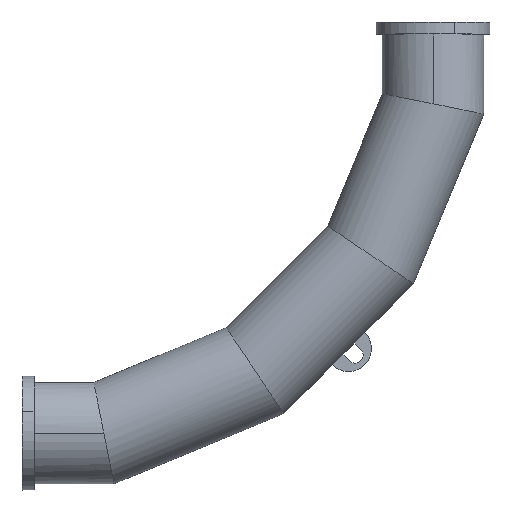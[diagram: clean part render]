
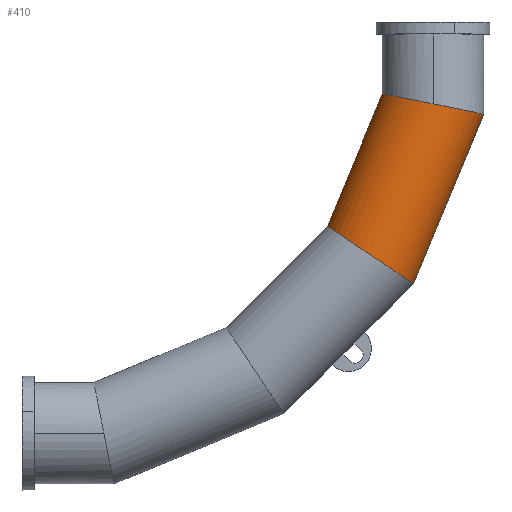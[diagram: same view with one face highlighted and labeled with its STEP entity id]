
A CAD part, top view. The second image highlights one B-rep face of the part: STEP entity #410.
In plain terms, the highlighted cylindrical face has radius 127 mm (diameter 254 mm), a partial arc.
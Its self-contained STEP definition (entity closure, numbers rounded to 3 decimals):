
#179 = DIRECTION ( 'NONE',  ( 0.383, 0.924, 0. ) ) ;
#190 = CARTESIAN_POINT ( 'NONE',  ( -264.451, -481.573, 0. ) ) ;
#272 = VERTEX_POINT ( 'NONE', #368 ) ;
#305 = CARTESIAN_POINT ( 'NONE',  ( -127., -149.738, 74.395 ) ) ;
#320 =( BOUNDED_CURVE ( )  B_SPLINE_CURVE ( 3, ( #2076, #2081, #1526, #1717 ),
 .UNSPECIFIED., .F., .F. ) 
 B_SPLINE_CURVE_WITH_KNOTS ( ( 4, 4 ),
 ( 3.142, 6.283 ),
 .UNSPECIFIED. ) 
 CURVE ( )  GEOMETRIC_REPRESENTATION_ITEM ( )  RATIONAL_B_SPLINE_CURVE ( ( 1., 0.333, 0.333, 1. ) ) 
 REPRESENTATION_ITEM ( '' )  );
#335 = CARTESIAN_POINT ( 'NONE',  ( -127., -149.738, 0. ) ) ;
#340 = AXIS2_PLACEMENT_3D ( 'NONE', #893, #1234, #2138 ) ;
#368 = CARTESIAN_POINT ( 'NONE',  ( -127., -149.738, 0. ) ) ;
#410 = ADVANCED_FACE ( 'Defeatured_0_3', ( #1565 ), #1071, .T. ) ;
#515 = CARTESIAN_POINT ( 'NONE',  ( 0., -175., 127. ) ) ;
#526 = CARTESIAN_POINT ( 'NONE',  ( 127., -200.262, 0. ) ) ;
#563 =( BOUNDED_CURVE ( )  B_SPLINE_CURVE ( 3, ( #335, #305, #712, #515 ),
 .UNSPECIFIED., .F., .T. ) 
 B_SPLINE_CURVE_WITH_KNOTS ( ( 4, 4 ),
 ( 3.142, 4.712 ),
 .UNSPECIFIED. ) 
 CURVE ( )  GEOMETRIC_REPRESENTATION_ITEM ( )  RATIONAL_B_SPLINE_CURVE ( ( 1., 0.805, 0.805, 1. ) ) 
 REPRESENTATION_ITEM ( '' )  );
#660 =( BOUNDED_CURVE ( )  B_SPLINE_CURVE ( 3, ( #1923, #860, #2100, #526 ),
 .UNSPECIFIED., .F., .T. ) 
 B_SPLINE_CURVE_WITH_KNOTS ( ( 4, 4 ),
 ( 4.712, 6.283 ),
 .UNSPECIFIED. ) 
 CURVE ( )  GEOMETRIC_REPRESENTATION_ITEM ( )  RATIONAL_B_SPLINE_CURVE ( ( 1., 0.805, 0.805, 1. ) ) 
 REPRESENTATION_ITEM ( '' )  );
#707 = CARTESIAN_POINT ( 'NONE',  ( -274.118, -504.912, 0. ) ) ;
#712 = CARTESIAN_POINT ( 'NONE',  ( -74.395, -160.202, 127. ) ) ;
#743 = EDGE_LOOP ( 'NONE', ( #2094, #1902, #1714, #1744, #1825 ) ) ;
#768 = VERTEX_POINT ( 'NONE', #2082 ) ;
#789 = VERTEX_POINT ( 'NONE', #902 ) ;
#799 = VECTOR ( 'NONE', #179, 1000. ) ;
#860 = CARTESIAN_POINT ( 'NONE',  ( 74.395, -189.798, 127. ) ) ;
#861 = CARTESIAN_POINT ( 'NONE',  ( -49.12, -625.453, 0. ) ) ;
#893 = CARTESIAN_POINT ( 'NONE',  ( -156.785, -553.513, 0. ) ) ;
#902 = CARTESIAN_POINT ( 'NONE',  ( 127., -200.262, 0. ) ) ;
#1071 = CYLINDRICAL_SURFACE ( 'NONE', #340, 127. ) ;
#1222 = DIRECTION ( 'NONE',  ( 0.383, 0.924, 0. ) ) ;
#1234 = DIRECTION ( 'NONE',  ( 0.383, 0.924, 0. ) ) ;
#1349 = VERTEX_POINT ( 'NONE', #861 ) ;
#1440 = VECTOR ( 'NONE', #1222, 1000. ) ;
#1526 = CARTESIAN_POINT ( 'NONE',  ( -49.12, -625.453, 254. ) ) ;
#1565 = FACE_OUTER_BOUND ( 'NONE', #743, .T. ) ;
#1714 = ORIENTED_EDGE ( 'NONE', *, *, #2157, .F. ) ;
#1717 = CARTESIAN_POINT ( 'NONE',  ( -49.12, -625.453, 0. ) ) ;
#1744 = ORIENTED_EDGE ( 'NONE', *, *, #2244, .F. ) ;
#1825 = ORIENTED_EDGE ( 'NONE', *, *, #2141, .F. ) ;
#1879 = LINE ( 'NONE', #707, #1440 ) ;
#1902 = ORIENTED_EDGE ( 'NONE', *, *, #1974, .T. ) ;
#1923 = CARTESIAN_POINT ( 'NONE',  ( 0., -175., 127. ) ) ;
#1974 = EDGE_CURVE ( 'NONE', #1349, #789, #1993, .T. ) ;
#1993 = LINE ( 'NONE', #2071, #799 ) ;
#2043 = EDGE_CURVE ( 'Defeatured_0_3+Defeatured_0_2+Defeatured_0_2+Defeatured_0_2', #2148, #1349, #320, .T. ) ;
#2071 = CARTESIAN_POINT ( 'NONE',  ( -39.453, -602.114, 0. ) ) ;
#2076 = CARTESIAN_POINT ( 'NONE',  ( -264.451, -481.573, 0. ) ) ;
#2081 = CARTESIAN_POINT ( 'NONE',  ( -264.451, -481.573, 254. ) ) ;
#2082 = CARTESIAN_POINT ( 'NONE',  ( 0., -175., 127. ) ) ;
#2094 = ORIENTED_EDGE ( 'NONE', *, *, #2043, .T. ) ;
#2100 = CARTESIAN_POINT ( 'NONE',  ( 127., -200.262, 74.395 ) ) ;
#2138 = DIRECTION ( 'NONE',  ( -0.924, 0.383, 0. ) ) ;
#2141 = EDGE_CURVE ( 'NONE', #2148, #272, #1879, .T. ) ;
#2148 = VERTEX_POINT ( 'NONE', #190 ) ;
#2157 = EDGE_CURVE ( 'Defeatured_0_4+Defeatured_0_3+Defeatured_0_3+Defeatured_0_3', #768, #789, #660, .T. ) ;
#2244 = EDGE_CURVE ( 'Defeatured_0_4+Defeatured_0_3+Defeatured_0_3+Defeatured_0_3', #272, #768, #563, .T. ) ;
